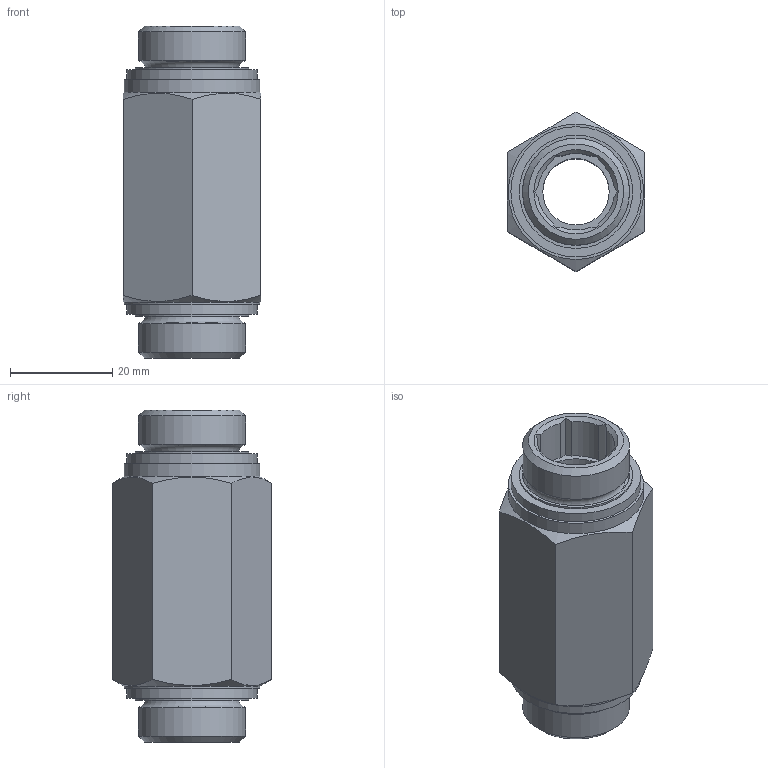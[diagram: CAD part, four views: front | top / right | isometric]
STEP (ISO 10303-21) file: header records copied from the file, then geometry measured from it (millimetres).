
FILE_DESCRIPTION(/* description */ ('STEP AP214'),/* implementation_level */ '2;1');
FILE_NAME(/* name */ '11691_H-1_2-B',/* time_stamp */ '2024-08-22T15:01:08+02:00',/* author */ ('License CC BY-ND 4.0'),/* organization */ ('CADENAS'),/* preprocessor_version */ 'ST-DEVELOPER v19.3',/* originating_system */ 'PARTsolutions',/* authorisation */ ' ');
FILE_SCHEMA (('AUTOMOTIVE_DESIGN {1 0 10303 214 3 1 1}'));
Length unit declared in the file: millimetre
Products named in the file (1): 11691 H-1_2-B
Bounding box: 27 x 31.18 x 65 mm (x, y, z)
Volume: 25793.9 mm3; surface area: 9725.6 mm2
Topology: 1 solids, 1 shells, 56 faces, 129 edges, 82 vertices
Faces by surface type: plane 27, cylinder 17, cone 10, torus 2
Full cylindrical faces by diameter (mm): 13 x1, 20.955 x2, 21 x2, 22.2 x2, 25.5 x2, 26.5 x2
Entity records: 1908 total; most frequent: CARTESIAN_POINT 345, DIRECTION 234, ORIENTED_EDGE 204, EDGE_CURVE 102, AXIS2_PLACEMENT_3D 99, EDGE_LOOP 88, FACE_BOUND 88, VERTEX_POINT 78
